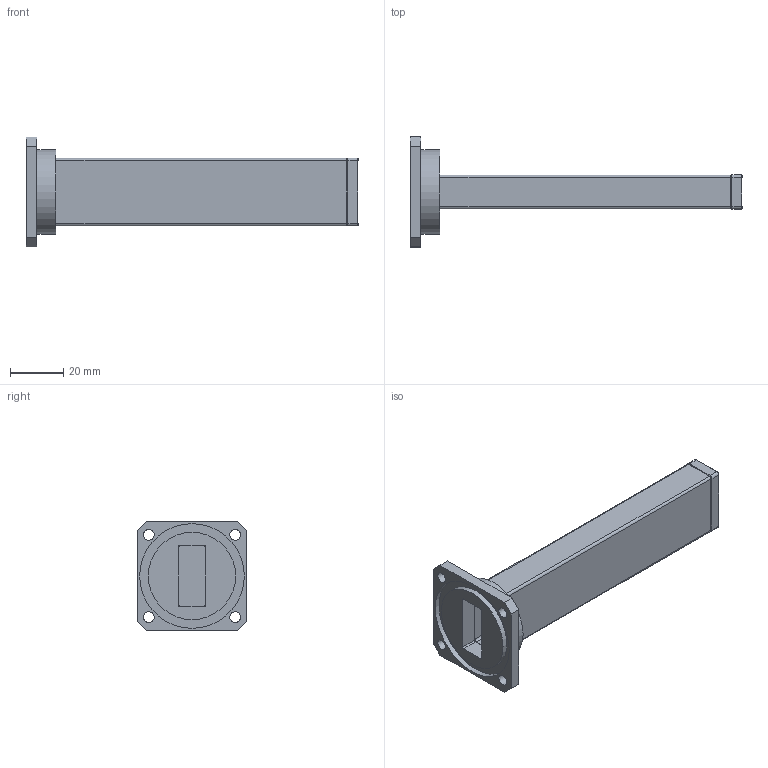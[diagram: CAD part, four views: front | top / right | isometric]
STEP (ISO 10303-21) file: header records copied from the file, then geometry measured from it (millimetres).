
FILE_DESCRIPTION (( 'STEP AP214' ), '1' );
FILE_NAME ('006516.STEP', '2020-11-20T19:11:03', ( '' ), ( '' ), 'SwSTEP 2.0', 'SolidWorks 2019', '' );
FILE_SCHEMA (( 'AUTOMOTIVE_DESIGN' ));
Length unit declared in the file: millimetre
Products named in the file (1): 006516
Bounding box: 125 x 41.4 x 41.4 mm (x, y, z)
Surface area: 22145.2 mm2 (no closed solid volume)
Topology: 0 solids, 4 shells, 88 faces, 223 edges, 142 vertices
Faces by surface type: plane 45, cylinder 27, cone 16
Full cylindrical faces by diameter (mm): 4.1 x4, 32 x1, 32.89 x1, 39.39 x1
Entity records: 2595 total; most frequent: DIRECTION 464, CARTESIAN_POINT 447, ORIENTED_EDGE 372, EDGE_CURVE 216, AXIS2_PLACEMENT_3D 159, LINE 146, VECTOR 146, VERTEX_POINT 142
